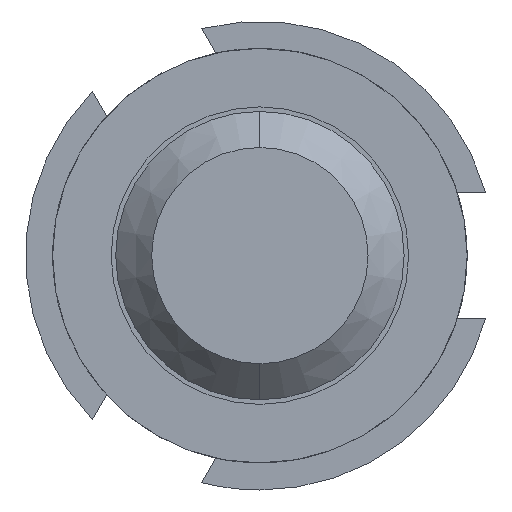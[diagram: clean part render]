
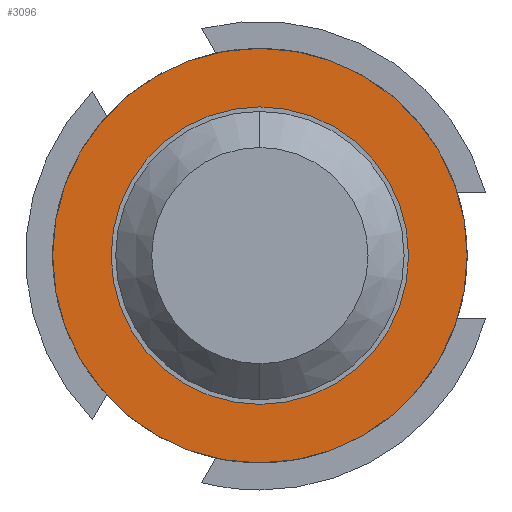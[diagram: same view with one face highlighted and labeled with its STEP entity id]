
A CAD part, front view. The second image highlights one B-rep face of the part: STEP entity #3096.
In plain terms, the highlighted planar face has unit normal (0, -1, 0).
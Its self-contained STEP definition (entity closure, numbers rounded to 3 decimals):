
#159 = FACE_OUTER_BOUND ( 'NONE', #3569, .T. ) ;
#419 = EDGE_CURVE ( 'Defeature ausgef�hrt4_46+Defeature ausgef�hrt4_45+Defeature ausgef�hrt4_45+Defeature ausgef�hrt4_45', #2961, #3110, #3615, .T. ) ;
#651 = CARTESIAN_POINT ( 'NONE',  ( 0., -1.5, 0. ) ) ;
#654 = CIRCLE ( 'NONE', #2896, 1.15 ) ;
#732 = PLANE ( 'NONE',  #2554 ) ;
#769 = DIRECTION ( 'NONE',  ( 0., 0., 1. ) ) ;
#1013 = CARTESIAN_POINT ( 'NONE',  ( 0., -1.5, -0.825 ) ) ;
#1132 = DIRECTION ( 'NONE',  ( 0., 1., 0. ) ) ;
#1251 = VERTEX_POINT ( 'NONE', #1860 ) ;
#1509 = ORIENTED_EDGE ( 'NONE', *, *, #4274, .F. ) ;
#1860 = CARTESIAN_POINT ( 'NONE',  ( 0., -1.5, 1.15 ) ) ;
#1864 = ORIENTED_EDGE ( 'NONE', *, *, #419, .T. ) ;
#1949 = CARTESIAN_POINT ( 'NONE',  ( 0., -1.5, 0. ) ) ;
#2039 = CARTESIAN_POINT ( 'NONE',  ( 0., -1.5, 0.825 ) ) ;
#2099 = DIRECTION ( 'NONE',  ( 0., 1., 0. ) ) ;
#2127 = VERTEX_POINT ( 'NONE', #4078 ) ;
#2181 = AXIS2_PLACEMENT_3D ( 'NONE', #2537, #1132, #769 ) ;
#2428 = AXIS2_PLACEMENT_3D ( 'NONE', #651, #4574, #3523 ) ;
#2536 = CARTESIAN_POINT ( 'NONE',  ( 0.825, -1.5, 0. ) ) ;
#2537 = CARTESIAN_POINT ( 'NONE',  ( 0., -1.5, 0. ) ) ;
#2554 = AXIS2_PLACEMENT_3D ( 'NONE', #2536, #2099, #2574 ) ;
#2556 = EDGE_CURVE ( 'Defeature ausgef�hrt4_42+Defeature ausgef�hrt4_46+Defeature ausgef�hrt4_46+Defeature ausgef�hrt4_46', #2127, #1251, #654, .T. ) ;
#2574 = DIRECTION ( 'NONE',  ( 0., 0., 1. ) ) ;
#2585 = ORIENTED_EDGE ( 'NONE', *, *, #2556, .F. ) ;
#2896 = AXIS2_PLACEMENT_3D ( 'NONE', #4244, #3242, #3189 ) ;
#2913 = FACE_BOUND ( 'NONE', #3440, .T. ) ;
#2961 = VERTEX_POINT ( 'NONE', #2039 ) ;
#3096 = ADVANCED_FACE ( 'Defeature ausgef�hrt4_46', ( #159, #2913 ), #732, .F. ) ;
#3110 = VERTEX_POINT ( 'NONE', #1013 ) ;
#3115 = EDGE_CURVE ( 'Defeature ausgef�hrt4_46+Defeature ausgef�hrt4_45+Defeature ausgef�hrt4_45+Defeature ausgef�hrt4_45', #3110, #2961, #4347, .T. ) ;
#3189 = DIRECTION ( 'NONE',  ( 0., 0., 1. ) ) ;
#3242 = DIRECTION ( 'NONE',  ( 0., 1., 0. ) ) ;
#3363 = AXIS2_PLACEMENT_3D ( 'NONE', #1949, #3398, #4419 ) ;
#3398 = DIRECTION ( 'NONE',  ( 0., 1., 0. ) ) ;
#3440 = EDGE_LOOP ( 'NONE', ( #1864, #4565 ) ) ;
#3523 = DIRECTION ( 'NONE',  ( 0., 0., 1. ) ) ;
#3569 = EDGE_LOOP ( 'NONE', ( #1509, #2585 ) ) ;
#3615 = CIRCLE ( 'NONE', #3363, 0.825 ) ;
#3684 = CIRCLE ( 'NONE', #2181, 1.15 ) ;
#4078 = CARTESIAN_POINT ( 'NONE',  ( 0., -1.5, -1.15 ) ) ;
#4244 = CARTESIAN_POINT ( 'NONE',  ( 0., -1.5, 0. ) ) ;
#4274 = EDGE_CURVE ( 'Defeature ausgef�hrt4_42+Defeature ausgef�hrt4_46+Defeature ausgef�hrt4_46+Defeature ausgef�hrt4_46', #1251, #2127, #3684, .T. ) ;
#4347 = CIRCLE ( 'NONE', #2428, 0.825 ) ;
#4419 = DIRECTION ( 'NONE',  ( 0., 0., 1. ) ) ;
#4565 = ORIENTED_EDGE ( 'NONE', *, *, #3115, .T. ) ;
#4574 = DIRECTION ( 'NONE',  ( 0., 1., 0. ) ) ;
